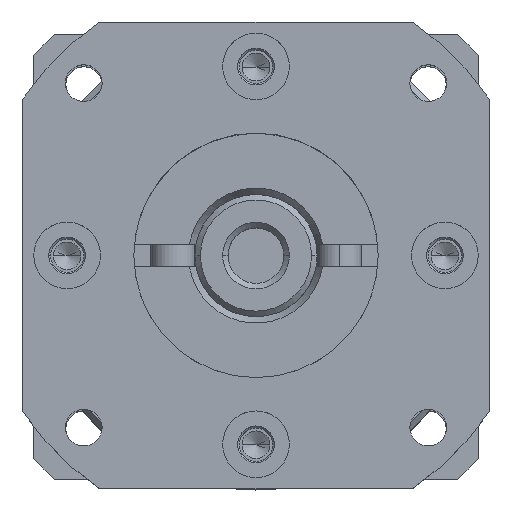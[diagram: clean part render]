
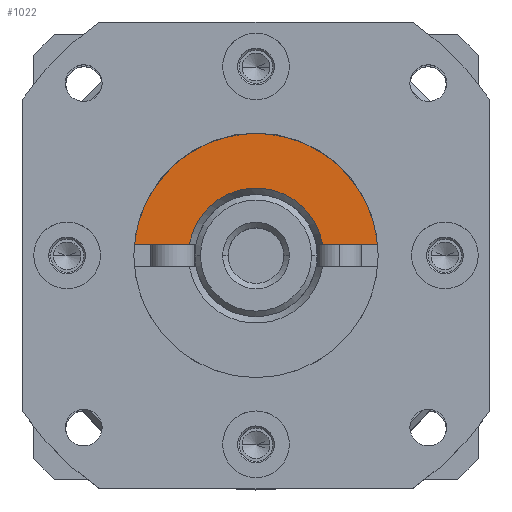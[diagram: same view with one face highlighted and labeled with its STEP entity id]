
A CAD part, top view. The second image highlights one B-rep face of the part: STEP entity #1022.
In plain terms, the highlighted face is planar.
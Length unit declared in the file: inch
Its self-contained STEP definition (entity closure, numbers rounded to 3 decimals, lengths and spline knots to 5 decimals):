
#471 = EDGE_LOOP ( 'NONE', ( #4856, #3797, #3463, #6152 ) ) ;
#1022 = ADVANCED_FACE ( 'NONE', ( #7915 ), #1865, .T. ) ;
#1148 = VECTOR ( 'NONE', #5393, 39.37008 ) ;
#1446 = AXIS2_PLACEMENT_3D ( 'NONE', #9222, #2470, #10354 ) ;
#1816 = CARTESIAN_POINT ( 'NONE',  ( -0.59843, 0.3248, 0. ) ) ;
#1865 = PLANE ( 'NONE',  #12954 ) ;
#2164 = CARTESIAN_POINT ( 'NONE',  ( -0.59843, 0.03937, -0.43128 ) ) ;
#2436 = AXIS2_PLACEMENT_3D ( 'NONE', #13335, #6649, #14446 ) ;
#2470 = DIRECTION ( 'NONE',  ( 1., 0., 0. ) ) ;
#2866 = EDGE_CURVE ( 'NONE', #7888, #5373, #9595, .T. ) ;
#3062 = CARTESIAN_POINT ( 'NONE',  ( -0.59843, 0.03937, -0.236 ) ) ;
#3463 = ORIENTED_EDGE ( 'NONE', *, *, #2866, .T. ) ;
#3797 = ORIENTED_EDGE ( 'NONE', *, *, #11465, .T. ) ;
#4156 = DIRECTION ( 'NONE',  ( -1., 0., 0. ) ) ;
#4856 = ORIENTED_EDGE ( 'NONE', *, *, #13688, .T. ) ;
#5373 = VERTEX_POINT ( 'NONE', #5578 ) ;
#5393 = DIRECTION ( 'NONE',  ( 0., 0., 1. ) ) ;
#5578 = CARTESIAN_POINT ( 'NONE',  ( -0.59843, 0.03937, 0.43128 ) ) ;
#6152 = ORIENTED_EDGE ( 'NONE', *, *, #13645, .F. ) ;
#6649 = DIRECTION ( 'NONE',  ( 1., 0., 0. ) ) ;
#7888 = VERTEX_POINT ( 'NONE', #12909 ) ;
#7915 = FACE_OUTER_BOUND ( 'NONE', #471, .T. ) ;
#8338 = DIRECTION ( 'NONE',  ( 0., 0., 1. ) ) ;
#8501 = VERTEX_POINT ( 'NONE', #3062 ) ;
#9222 = CARTESIAN_POINT ( 'NONE',  ( -0.59843, 0., 0. ) ) ;
#9461 = LINE ( 'NONE', #14306, #1148 ) ;
#9471 = CARTESIAN_POINT ( 'NONE',  ( -0.59843, 0.03937, 0.55118 ) ) ;
#9595 = LINE ( 'NONE', #9471, #12571 ) ;
#9786 = VERTEX_POINT ( 'NONE', #2164 ) ;
#10354 = DIRECTION ( 'NONE',  ( 0., 0., 1. ) ) ;
#11465 = EDGE_CURVE ( 'NONE', #8501, #7888, #11828, .T. ) ;
#11828 = CIRCLE ( 'NONE', #1446, 0.23927 ) ;
#12004 = DIRECTION ( 'NONE',  ( 0., 0., 1. ) ) ;
#12571 = VECTOR ( 'NONE', #8338, 39.37008 ) ;
#12909 = CARTESIAN_POINT ( 'NONE',  ( -0.59843, 0.03937, 0.236 ) ) ;
#12954 = AXIS2_PLACEMENT_3D ( 'NONE', #1816, #4156, #12004 ) ;
#13335 = CARTESIAN_POINT ( 'NONE',  ( -0.59843, 0., 0. ) ) ;
#13645 = EDGE_CURVE ( 'NONE', #9786, #5373, #13972, .T. ) ;
#13688 = EDGE_CURVE ( 'NONE', #9786, #8501, #9461, .T. ) ;
#13972 = CIRCLE ( 'NONE', #2436, 0.43307 ) ;
#14306 = CARTESIAN_POINT ( 'NONE',  ( -0.59843, 0.03937, 0. ) ) ;
#14446 = DIRECTION ( 'NONE',  ( 0., 0., -1. ) ) ;
